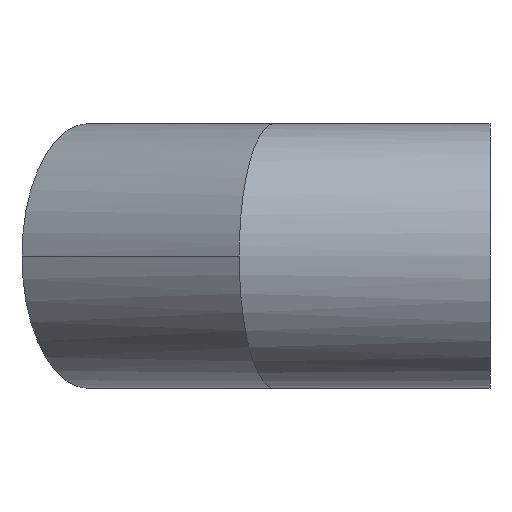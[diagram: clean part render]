
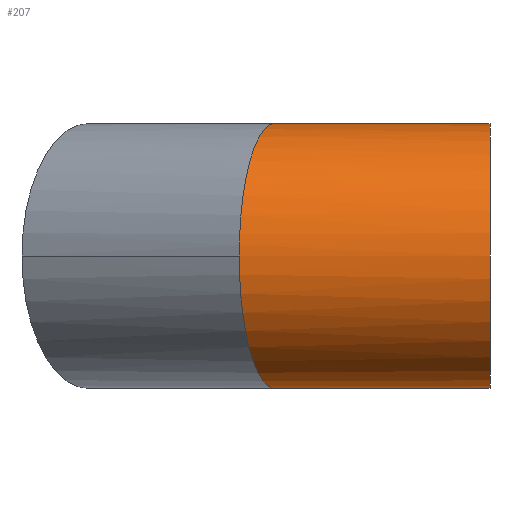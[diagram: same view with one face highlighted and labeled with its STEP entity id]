
A CAD part, left-side view. The second image highlights one B-rep face of the part: STEP entity #207.
In plain terms, the highlighted cylindrical face has radius 157.5 mm (diameter 315 mm), a partial arc.
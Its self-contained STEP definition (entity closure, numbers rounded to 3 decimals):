
#4 = CYLINDRICAL_SURFACE ( 'NONE', #235, 157.5 ) ;
#8 = VERTEX_POINT ( 'NONE', #344 ) ;
#12 = LINE ( 'NONE', #17, #167 ) ;
#17 = CARTESIAN_POINT ( 'NONE',  ( 0., 0., 157.5 ) ) ;
#22 = DIRECTION ( 'NONE',  ( 0., 0., 1. ) ) ;
#32 = VECTOR ( 'NONE', #260, 1000. ) ;
#46 = ORIENTED_EDGE ( 'NONE', *, *, #56, .T. ) ;
#56 = EDGE_CURVE ( 'NONE', #169, #280, #12, .T. ) ;
#72 = EDGE_CURVE ( 'NONE', #8, #220, #221, .T. ) ;
#82 = CARTESIAN_POINT ( 'NONE',  ( 0., 256.159, 157.5 ) ) ;
#105 = ORIENTED_EDGE ( 'NONE', *, *, #284, .T. ) ;
#106 = CARTESIAN_POINT ( 'NONE',  ( -157.5, 298.361, 0. ) ) ;
#107 = AXIS2_PLACEMENT_3D ( 'NONE', #290, #139, #22 ) ;
#111 =( BOUNDED_CURVE ( )  B_SPLINE_CURVE ( 3, ( #178, #143, #270, #299 ),
 .UNSPECIFIED., .F., .F. ) 
 B_SPLINE_CURVE_WITH_KNOTS ( ( 4, 4 ),
 ( 4.712, 6.283 ),
 .UNSPECIFIED. ) 
 CURVE ( )  GEOMETRIC_REPRESENTATION_ITEM ( )  RATIONAL_B_SPLINE_CURVE ( ( 1., 0.805, 0.805, 1. ) ) 
 REPRESENTATION_ITEM ( '' )  );
#112 = FACE_OUTER_BOUND ( 'NONE', #261, .T. ) ;
#134 = CARTESIAN_POINT ( 'NONE',  ( 0., 0., -157.5 ) ) ;
#139 = DIRECTION ( 'NONE',  ( 0., 1., 0. ) ) ;
#143 = CARTESIAN_POINT ( 'NONE',  ( -92.261, 280.881, 157.5 ) ) ;
#163 = ORIENTED_EDGE ( 'NONE', *, *, #72, .T. ) ;
#167 = VECTOR ( 'NONE', #227, 1000. ) ;
#169 = VERTEX_POINT ( 'NONE', #176 ) ;
#176 = CARTESIAN_POINT ( 'NONE',  ( 0., 0., 157.5 ) ) ;
#178 = CARTESIAN_POINT ( 'NONE',  ( 0., 256.159, 157.5 ) ) ;
#180 = CIRCLE ( 'NONE', #107, 157.5 ) ;
#181 = EDGE_CURVE ( 'NONE', #280, #8, #111, .T. ) ;
#182 = ORIENTED_EDGE ( 'NONE', *, *, #374, .F. ) ;
#200 = CARTESIAN_POINT ( 'NONE',  ( 0., 256.159, -157.5 ) ) ;
#206 = DIRECTION ( 'NONE',  ( 0., 1., 0. ) ) ;
#207 = ADVANCED_FACE ( 'NONE', ( #112 ), #4, .T. ) ;
#220 = VERTEX_POINT ( 'NONE', #323 ) ;
#221 =( BOUNDED_CURVE ( )  B_SPLINE_CURVE ( 3, ( #106, #231, #347, #200 ),
 .UNSPECIFIED., .F., .F. ) 
 B_SPLINE_CURVE_WITH_KNOTS ( ( 4, 4 ),
 ( 0., 1.571 ),
 .UNSPECIFIED. ) 
 CURVE ( )  GEOMETRIC_REPRESENTATION_ITEM ( )  RATIONAL_B_SPLINE_CURVE ( ( 1., 0.805, 0.805, 1. ) ) 
 REPRESENTATION_ITEM ( '' )  );
#227 = DIRECTION ( 'NONE',  ( 0., 1., 0. ) ) ;
#231 = CARTESIAN_POINT ( 'NONE',  ( -157.5, 298.361, -92.261 ) ) ;
#234 = CARTESIAN_POINT ( 'NONE',  ( 0., 0., -157.5 ) ) ;
#235 = AXIS2_PLACEMENT_3D ( 'NONE', #244, #206, #266 ) ;
#244 = CARTESIAN_POINT ( 'NONE',  ( 0., 0., 0. ) ) ;
#260 = DIRECTION ( 'NONE',  ( 0., 1., 0. ) ) ;
#261 = EDGE_LOOP ( 'NONE', ( #182, #105, #46, #338, #163 ) ) ;
#266 = DIRECTION ( 'NONE',  ( 0., 0., 1. ) ) ;
#270 = CARTESIAN_POINT ( 'NONE',  ( -157.5, 298.361, 92.261 ) ) ;
#280 = VERTEX_POINT ( 'NONE', #82 ) ;
#284 = EDGE_CURVE ( 'NONE', #377, #169, #180, .T. ) ;
#290 = CARTESIAN_POINT ( 'NONE',  ( 0., 0., 0. ) ) ;
#299 = CARTESIAN_POINT ( 'NONE',  ( -157.5, 298.361, 0. ) ) ;
#323 = CARTESIAN_POINT ( 'NONE',  ( 0., 256.159, -157.5 ) ) ;
#338 = ORIENTED_EDGE ( 'NONE', *, *, #181, .T. ) ;
#344 = CARTESIAN_POINT ( 'NONE',  ( -157.5, 298.361, 0. ) ) ;
#347 = CARTESIAN_POINT ( 'NONE',  ( -92.261, 280.881, -157.5 ) ) ;
#349 = LINE ( 'NONE', #134, #32 ) ;
#374 = EDGE_CURVE ( 'NONE', #377, #220, #349, .T. ) ;
#377 = VERTEX_POINT ( 'NONE', #234 ) ;
